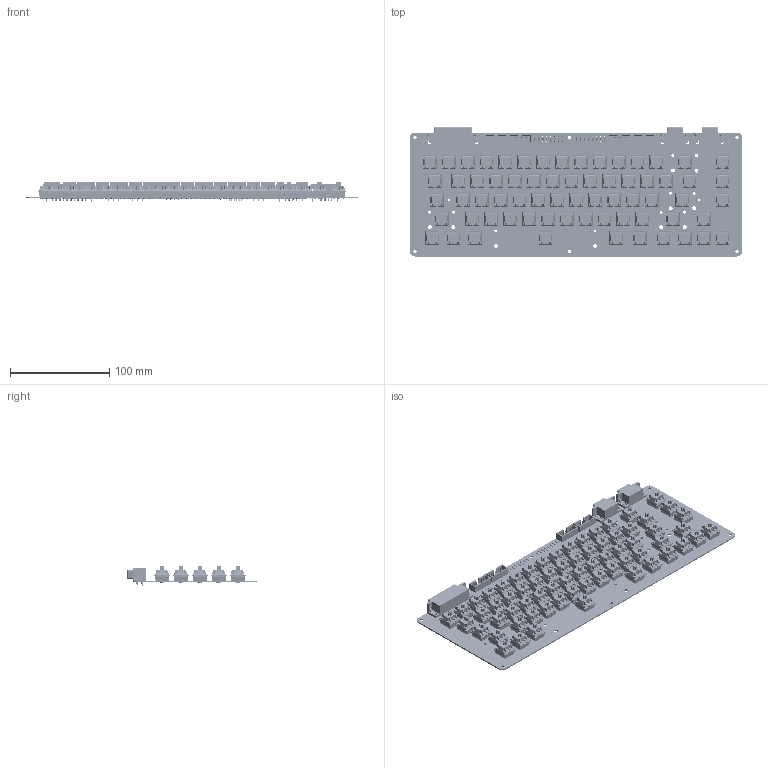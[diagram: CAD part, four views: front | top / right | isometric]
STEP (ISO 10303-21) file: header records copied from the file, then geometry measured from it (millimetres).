
FILE_DESCRIPTION(('KiCad electronic assembly'),'2;1');
FILE_NAME('Keypad Helper.step','2025-10-27T12:47:30',('Pcbnew'),('Kicad' ),'Open CASCADE STEP processor 7.8','KiCad to STEP converter', 'Unknown');
FILE_SCHEMA(('AUTOMOTIVE_DESIGN { 1 0 10303 214 1 1 1 1 }'));
Length unit declared in the file: millimetre
Products named in the file (11): Keypad Helper 1; CherryMX; Component1; Component2; R_Axial_DIN0204_L3.6mm_D1.6mm_P5.08mm_Horizontal; 0702461201; SOLID; COMPOUND; DSUB-25_Pins_Horizontal_P2.77x2.84mm_EdgePinOffset7.70mm_Housed_
MountingHolesOffset9.12mm; DSUB-9_Pins_Horizontal_P2.77x2.84mm_EdgePinOffset7.70mm_Housed_
MountingHolesOffset9.12mm; Keyboard Helper_PCB
Assembly tree (95 placements, depth 3):
  Keypad Helper 1
    CherryMX  x67
      Component1
      Component2
    R_Axial_DIN0204_L3.6mm_D1.6mm_P5.08mm_Horizontal  x16
    0702461201  x4
      SOLID
      COMPOUND
    DSUB-25_Pins_Horizontal_P2.77x2.84mm_EdgePinOffset7.70mm_Housed_
MountingHolesOffset9.12mm
    DSUB-9_Pins_Horizontal_P2.77x2.84mm_EdgePinOffset7.70mm_Housed_
MountingHolesOffset9.12mm  x2
    Keyboard Helper_PCB
Bounding box: 335 x 130.22 x 20.33 mm (x, y, z)
Volume: 197296.1 mm3; surface area: 218965.1 mm2
Topology: 560 solids, 563 shells, 11288 faces, 27903 edges, 18181 vertices
Faces by surface type: plane 8646, cylinder 2103, cone 213, torus 180, sphere 134, revolution 12
Full cylindrical faces by diameter (mm): 0.5 x32, 0.64 x129, 0.7 x32, 1 x91, 1.44 x16, 1.5 x134, 1.6 x166, 1.7 x134, 2.2 x2, 3.05 x10, 3.2 x18, 3.85 x67, 4 x83
Entity records: 54237 total; most frequent: CARTESIAN_POINT 8513, DIRECTION 8355, ORIENTED_EDGE 7360, EDGE_CURVE 3680, AXIS2_PLACEMENT_3D 3139, FACE_BOUND 2617, EDGE_LOOP 2617, VERTEX_POINT 2357
